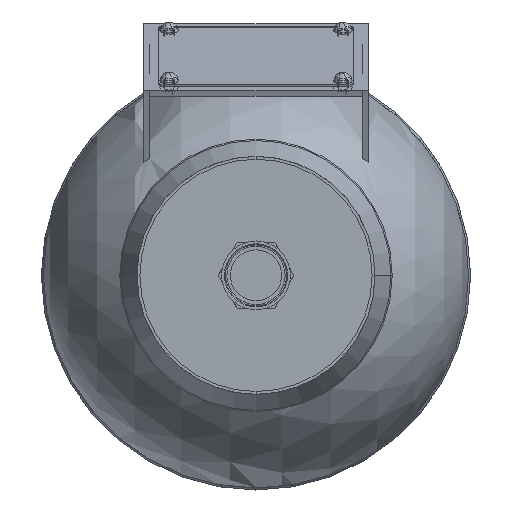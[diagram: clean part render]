
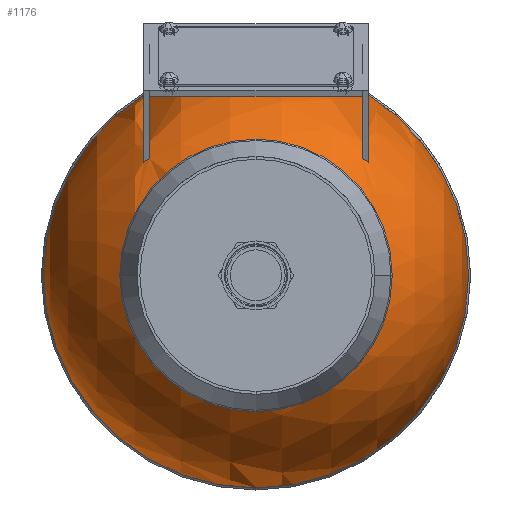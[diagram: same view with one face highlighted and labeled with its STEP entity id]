
A CAD part, left-side view. The second image highlights one B-rep face of the part: STEP entity #1176.
In plain terms, the highlighted spherical face has radius 104 mm.
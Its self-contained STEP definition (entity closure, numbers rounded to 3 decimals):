
#194=CARTESIAN_POINT('',(14.0,104.,0.0));
#195=VERTEX_POINT('',#194);
#203=CARTESIAN_POINT('',(14.0,-104.,0.));
#204=VERTEX_POINT('',#203);
#211=CARTESIAN_POINT('',(14.0,88.267,-55.0));
#212=VERTEX_POINT('',#211);
#213=CARTESIAN_POINT('',(14.0,0.0,0.0));
#214=DIRECTION('',(1.0,0.0,0.0));
#215=DIRECTION('',(0.0,1.0,0.0));
#216=AXIS2_PLACEMENT_3D('',#213,#214,#215);
#217=CIRCLE('',#216,104.0);
#218=EDGE_CURVE('',#204,#212,#217,.T.);
#237=CARTESIAN_POINT('',(14.0,90.067,-52.0));
#238=VERTEX_POINT('',#237);
#245=CARTESIAN_POINT('',(14.0,0.0,0.0));
#246=DIRECTION('',(1.0,0.0,0.0));
#247=DIRECTION('',(0.0,1.0,0.0));
#248=AXIS2_PLACEMENT_3D('',#245,#246,#247);
#249=CIRCLE('',#248,104.0);
#250=EDGE_CURVE('',#238,#195,#249,.T.);
#304=CARTESIAN_POINT('',(-89.39,0.0,-11.25));
#305=VERTEX_POINT('',#304);
#321=CARTESIAN_POINT('',(-89.39,0.,11.25));
#322=VERTEX_POINT('',#321);
#329=CARTESIAN_POINT('',(-89.39,0.0,0.0));
#330=DIRECTION('',(1.0,0.0,0.0));
#331=DIRECTION('',(0.0,0.0,-1.0));
#332=AXIS2_PLACEMENT_3D('',#329,#330,#331);
#333=CIRCLE('',#332,11.25);
#334=EDGE_CURVE('',#305,#322,#333,.T.);
#715=CARTESIAN_POINT('',(6.567,89.759,52.0));
#716=VERTEX_POINT('',#715);
#723=CARTESIAN_POINT('',(7.35,88.016,55.0));
#724=VERTEX_POINT('',#723);
#725=CARTESIAN_POINT('',(41.366,12.293,0.0));
#726=DIRECTION('',(-0.912,-0.41,0.0));
#727=DIRECTION('',(0.0,0.0,-1.0));
#728=AXIS2_PLACEMENT_3D('',#725,#726,#727);
#729=CIRCLE('',#728,99.579);
#730=EDGE_CURVE('',#724,#716,#729,.T.);
#853=CARTESIAN_POINT('',(-48.165,65.173,-52.0));
#854=VERTEX_POINT('',#853);
#861=CARTESIAN_POINT('',(-47.381,63.43,-55.0));
#862=VERTEX_POINT('',#861);
#863=CARTESIAN_POINT('',(-13.366,-12.293,0.0));
#864=DIRECTION('',(0.912,0.41,0.0));
#865=DIRECTION('',(0.0,0.0,1.0));
#866=AXIS2_PLACEMENT_3D('',#863,#864,#865);
#867=CIRCLE('',#866,99.579);
#868=EDGE_CURVE('',#862,#854,#867,.T.);
#885=CARTESIAN_POINT('',(-89.39,0.0,0.0));
#886=DIRECTION('',(1.0,0.0,0.0));
#887=DIRECTION('',(0.0,0.0,-1.0));
#888=AXIS2_PLACEMENT_3D('',#885,#886,#887);
#889=CIRCLE('',#888,11.25);
#890=EDGE_CURVE('',#322,#305,#889,.T.);
#946=CARTESIAN_POINT('',(-55.555,57.22,-52.0));
#947=VERTEX_POINT('',#946);
#948=CARTESIAN_POINT('',(14.0,0.,-52.0));
#949=DIRECTION('',(0.0,0.0,1.0));
#950=DIRECTION('',(0.0,1.0,0.0));
#951=AXIS2_PLACEMENT_3D('',#948,#949,#950);
#952=CIRCLE('',#951,90.067);
#953=EDGE_CURVE('',#854,#947,#952,.T.);
#959=CARTESIAN_POINT('',(6.567,89.759,-52.0));
#960=VERTEX_POINT('',#959);
#967=CARTESIAN_POINT('',(14.0,0.,-52.0));
#968=DIRECTION('',(0.0,0.0,1.0));
#969=DIRECTION('',(0.0,1.0,0.0));
#970=AXIS2_PLACEMENT_3D('',#967,#968,#969);
#971=CIRCLE('',#970,90.067);
#972=EDGE_CURVE('',#238,#960,#971,.T.);
#1006=CARTESIAN_POINT('',(7.35,88.016,-55.0));
#1007=VERTEX_POINT('',#1006);
#1014=CARTESIAN_POINT('',(41.366,12.293,0.0));
#1015=DIRECTION('',(-0.912,-0.41,0.0));
#1016=DIRECTION('',(0.0,0.0,-1.0));
#1017=AXIS2_PLACEMENT_3D('',#1014,#1015,#1016);
#1018=CIRCLE('',#1017,99.579);
#1019=EDGE_CURVE('',#960,#1007,#1018,.T.);
#1030=CARTESIAN_POINT('',(-54.729,55.383,-55.0));
#1031=VERTEX_POINT('',#1030);
#1032=CARTESIAN_POINT('',(14.0,0.,-55.0));
#1033=DIRECTION('',(0.0,0.0,-1.0));
#1034=DIRECTION('',(0.0,-1.0,0.0));
#1035=AXIS2_PLACEMENT_3D('',#1032,#1033,#1034);
#1036=CIRCLE('',#1035,88.267);
#1037=EDGE_CURVE('',#1031,#862,#1036,.T.);
#1062=CARTESIAN_POINT('',(14.0,0.,-55.0));
#1063=DIRECTION('',(0.0,0.0,-1.0));
#1064=DIRECTION('',(0.0,-1.0,0.0));
#1065=AXIS2_PLACEMENT_3D('',#1062,#1063,#1064);
#1066=CIRCLE('',#1065,88.267);
#1067=EDGE_CURVE('',#1007,#212,#1066,.T.);
#1077=CARTESIAN_POINT('',(14.0,0.,0.0));
#1078=DIRECTION('',(0.0,0.0,1.0));
#1079=DIRECTION('',(1.0,0.0,0.0));
#1080=AXIS2_PLACEMENT_3D('',#1077,#1078,#1079);
#1081=SPHERICAL_SURFACE('',#1080,104.);
#1082=ORIENTED_EDGE('',*,*,#890,.T.);
#1083=ORIENTED_EDGE('',*,*,#334,.T.);
#1084=EDGE_LOOP('',(#1082,#1083));
#1085=FACE_OUTER_BOUND('',#1084,.T.);
#1086=CARTESIAN_POINT('',(-48.165,65.173,52.0));
#1087=VERTEX_POINT('',#1086);
#1088=CARTESIAN_POINT('',(-47.381,63.43,55.0));
#1089=VERTEX_POINT('',#1088);
#1090=CARTESIAN_POINT('',(-13.366,-12.293,0.0));
#1091=DIRECTION('',(0.912,0.41,0.0));
#1092=DIRECTION('',(0.0,0.0,1.0));
#1093=AXIS2_PLACEMENT_3D('',#1090,#1091,#1092);
#1094=CIRCLE('',#1093,99.579);
#1095=EDGE_CURVE('',#1087,#1089,#1094,.T.);
#1096=ORIENTED_EDGE('',*,*,#1095,.T.);
#1097=CARTESIAN_POINT('',(-54.729,55.383,55.0));
#1098=VERTEX_POINT('',#1097);
#1099=CARTESIAN_POINT('',(14.0,0.,55.));
#1100=DIRECTION('',(0.0,0.0,1.0));
#1101=DIRECTION('',(0.0,1.0,0.0));
#1102=AXIS2_PLACEMENT_3D('',#1099,#1100,#1101);
#1103=CIRCLE('',#1102,88.267);
#1104=EDGE_CURVE('',#1089,#1098,#1103,.T.);
#1105=ORIENTED_EDGE('',*,*,#1104,.T.);
#1106=CARTESIAN_POINT('',(-55.555,57.22,52.0));
#1107=VERTEX_POINT('',#1106);
#1108=CARTESIAN_POINT('',(-22.488,-16.391,0.0));
#1109=DIRECTION('',(-0.912,-0.41,0.0));
#1110=DIRECTION('',(0.0,0.0,-1.0));
#1111=AXIS2_PLACEMENT_3D('',#1108,#1109,#1110);
#1112=CIRCLE('',#1111,96.);
#1113=EDGE_CURVE('',#1098,#1107,#1112,.T.);
#1114=ORIENTED_EDGE('',*,*,#1113,.T.);
#1115=CARTESIAN_POINT('',(14.0,0.,52.));
#1116=DIRECTION('',(0.0,0.0,-1.0));
#1117=DIRECTION('',(0.0,-1.0,0.0));
#1118=AXIS2_PLACEMENT_3D('',#1115,#1116,#1117);
#1119=CIRCLE('',#1118,90.067);
#1120=EDGE_CURVE('',#1107,#1087,#1119,.T.);
#1121=ORIENTED_EDGE('',*,*,#1120,.T.);
#1122=EDGE_LOOP('',(#1096,#1105,#1114,#1121));
#1123=FACE_BOUND('',#1122,.T.);
#1124=ORIENTED_EDGE('',*,*,#972,.T.);
#1125=ORIENTED_EDGE('',*,*,#1019,.T.);
#1126=ORIENTED_EDGE('',*,*,#1067,.T.);
#1127=ORIENTED_EDGE('',*,*,#218,.F.);
#1128=CARTESIAN_POINT('',(14.0,88.267,55.));
#1129=VERTEX_POINT('',#1128);
#1130=CARTESIAN_POINT('',(14.0,0.0,0.0));
#1131=DIRECTION('',(1.0,0.0,0.0));
#1132=DIRECTION('',(0.0,1.0,0.0));
#1133=AXIS2_PLACEMENT_3D('',#1130,#1131,#1132);
#1134=CIRCLE('',#1133,104.0);
#1135=EDGE_CURVE('',#1129,#204,#1134,.T.);
#1136=ORIENTED_EDGE('',*,*,#1135,.F.);
#1137=CARTESIAN_POINT('',(14.0,0.,55.));
#1138=DIRECTION('',(0.0,0.0,1.0));
#1139=DIRECTION('',(0.0,1.0,0.0));
#1140=AXIS2_PLACEMENT_3D('',#1137,#1138,#1139);
#1141=CIRCLE('',#1140,88.267);
#1142=EDGE_CURVE('',#1129,#724,#1141,.T.);
#1143=ORIENTED_EDGE('',*,*,#1142,.T.);
#1144=ORIENTED_EDGE('',*,*,#730,.T.);
#1145=CARTESIAN_POINT('',(14.0,90.067,52.));
#1146=VERTEX_POINT('',#1145);
#1147=CARTESIAN_POINT('',(14.0,0.,52.));
#1148=DIRECTION('',(0.0,0.0,-1.0));
#1149=DIRECTION('',(0.0,-1.0,0.0));
#1150=AXIS2_PLACEMENT_3D('',#1147,#1148,#1149);
#1151=CIRCLE('',#1150,90.067);
#1152=EDGE_CURVE('',#716,#1146,#1151,.T.);
#1153=ORIENTED_EDGE('',*,*,#1152,.T.);
#1154=CARTESIAN_POINT('',(14.0,0.0,0.0));
#1155=DIRECTION('',(1.0,0.0,0.0));
#1156=DIRECTION('',(0.0,1.0,0.0));
#1157=AXIS2_PLACEMENT_3D('',#1154,#1155,#1156);
#1158=CIRCLE('',#1157,104.0);
#1159=EDGE_CURVE('',#195,#1146,#1158,.T.);
#1160=ORIENTED_EDGE('',*,*,#1159,.F.);
#1161=ORIENTED_EDGE('',*,*,#250,.F.);
#1162=EDGE_LOOP('',(#1124,#1125,#1126,#1127,#1136,#1143,#1144,#1153,#1160,#1161));
#1163=FACE_BOUND('',#1162,.T.);
#1164=ORIENTED_EDGE('',*,*,#868,.T.);
#1165=ORIENTED_EDGE('',*,*,#953,.T.);
#1166=CARTESIAN_POINT('',(-22.488,-16.391,0.0));
#1167=DIRECTION('',(-0.912,-0.41,0.0));
#1168=DIRECTION('',(0.0,0.0,-1.0));
#1169=AXIS2_PLACEMENT_3D('',#1166,#1167,#1168);
#1170=CIRCLE('',#1169,96.);
#1171=EDGE_CURVE('',#947,#1031,#1170,.T.);
#1172=ORIENTED_EDGE('',*,*,#1171,.T.);
#1173=ORIENTED_EDGE('',*,*,#1037,.T.);
#1174=EDGE_LOOP('',(#1164,#1165,#1172,#1173));
#1175=FACE_BOUND('',#1174,.T.);
#1176=ADVANCED_FACE('',(#1085,#1123,#1163,#1175),#1081,.T.);
